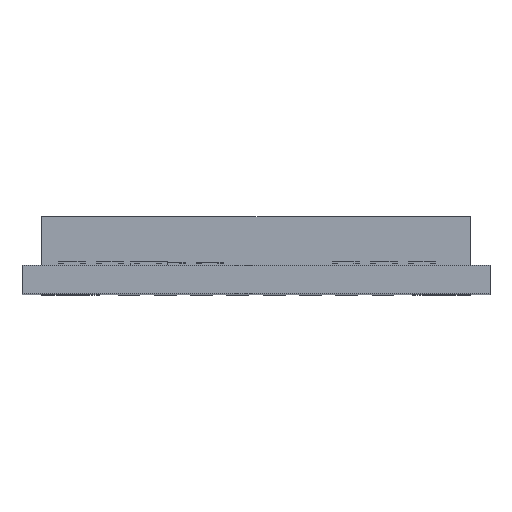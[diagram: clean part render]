
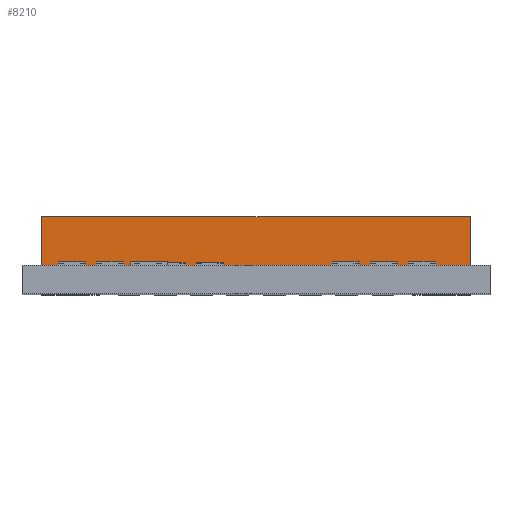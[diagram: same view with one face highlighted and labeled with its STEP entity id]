
A CAD part, top view. The second image highlights one B-rep face of the part: STEP entity #8210.
In plain terms, the highlighted planar face has unit normal (0, 0, 1).
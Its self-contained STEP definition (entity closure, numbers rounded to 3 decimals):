
#744 = ORIENTED_EDGE ( 'NONE', *, *, #9146, .F. ) ;
#1072 = EDGE_LOOP ( 'NONE', ( #7189, #744, #3406, #9833 ) ) ;
#1157 = EDGE_CURVE ( 'NONE', #2994, #10699, #9746, .T. ) ;
#1372 = LINE ( 'NONE', #8470, #9997 ) ;
#1689 = DIRECTION ( 'NONE',  ( 1., 0., 0. ) ) ;
#2482 = CARTESIAN_POINT ( 'NONE',  ( -5.9, 0.79, 1.4 ) ) ;
#2994 = VERTEX_POINT ( 'NONE', #9284 ) ;
#3406 = ORIENTED_EDGE ( 'NONE', *, *, #1157, .F. ) ;
#3638 = DIRECTION ( 'NONE',  ( 0., -1., 0. ) ) ;
#3687 = PLANE ( 'NONE',  #5565 ) ;
#4497 = VECTOR ( 'NONE', #3638, 1000. ) ;
#4540 = CARTESIAN_POINT ( 'NONE',  ( 5.9, 0.89, 1.4 ) ) ;
#4756 = LINE ( 'NONE', #12740, #4497 ) ;
#5565 = AXIS2_PLACEMENT_3D ( 'NONE', #4540, #7722, #11738 ) ;
#5624 = VECTOR ( 'NONE', #12692, 1000. ) ;
#7189 = ORIENTED_EDGE ( 'NONE', *, *, #8502, .T. ) ;
#7478 = VECTOR ( 'NONE', #1689, 1000. ) ;
#7577 = LINE ( 'NONE', #9824, #7478 ) ;
#7722 = DIRECTION ( 'NONE',  ( 0., 0., -1. ) ) ;
#7756 = CARTESIAN_POINT ( 'NONE',  ( -5.9, 2.14, 1.4 ) ) ;
#7856 = FACE_OUTER_BOUND ( 'NONE', #1072, .T. ) ;
#7857 = EDGE_CURVE ( 'NONE', #2994, #11416, #4756, .T. ) ;
#7927 = CARTESIAN_POINT ( 'NONE',  ( 5.9, 0.79, 1.4 ) ) ;
#8210 = ADVANCED_FACE ( 'NONE', ( #7856 ), #3687, .F. ) ;
#8263 = VERTEX_POINT ( 'NONE', #7927 ) ;
#8470 = CARTESIAN_POINT ( 'NONE',  ( 5.9, 0.89, 1.4 ) ) ;
#8502 = EDGE_CURVE ( 'NONE', #11416, #8263, #7577, .T. ) ;
#9106 = CARTESIAN_POINT ( 'NONE',  ( 5.9, 2.14, 1.4 ) ) ;
#9146 = EDGE_CURVE ( 'NONE', #10699, #8263, #1372, .T. ) ;
#9284 = CARTESIAN_POINT ( 'NONE',  ( -5.9, 2.14, 1.4 ) ) ;
#9577 = DIRECTION ( 'NONE',  ( 0., -1., 0. ) ) ;
#9746 = LINE ( 'NONE', #7756, #5624 ) ;
#9824 = CARTESIAN_POINT ( 'NONE',  ( 5.9, 0.79, 1.4 ) ) ;
#9833 = ORIENTED_EDGE ( 'NONE', *, *, #7857, .T. ) ;
#9997 = VECTOR ( 'NONE', #9577, 1000. ) ;
#10699 = VERTEX_POINT ( 'NONE', #9106 ) ;
#11416 = VERTEX_POINT ( 'NONE', #2482 ) ;
#11738 = DIRECTION ( 'NONE',  ( -1., 0., 0. ) ) ;
#12692 = DIRECTION ( 'NONE',  ( 1., 0., 0. ) ) ;
#12740 = CARTESIAN_POINT ( 'NONE',  ( -5.9, 0.89, 1.4 ) ) ;
